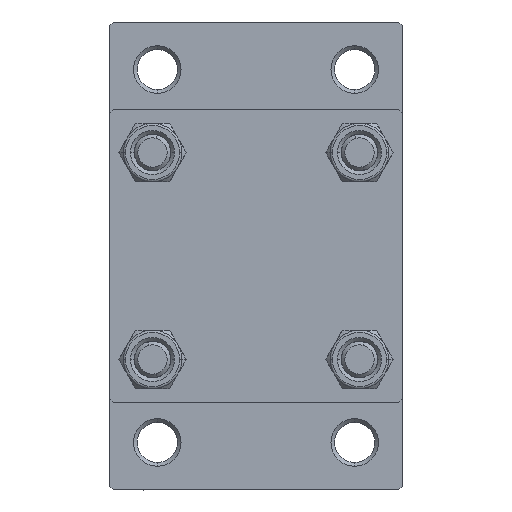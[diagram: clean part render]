
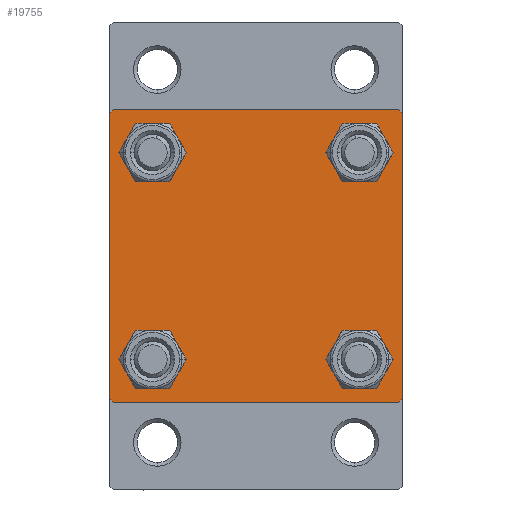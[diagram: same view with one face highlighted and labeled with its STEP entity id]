
A CAD part, left-side view. The second image highlights one B-rep face of the part: STEP entity #19755.
In plain terms, the highlighted planar face has unit normal (-1, 0, 0).
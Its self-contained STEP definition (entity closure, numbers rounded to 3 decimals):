
#758 = VECTOR ( 'NONE', #2571, 1000. ) ;
#1094 = CARTESIAN_POINT ( 'NONE',  ( 0., 14.15, 11.15 ) ) ;
#1227 = DIRECTION ( 'NONE',  ( 1., 0., 0. ) ) ;
#2487 = AXIS2_PLACEMENT_3D ( 'NONE', #45632, #20140, #6394 ) ;
#2571 = DIRECTION ( 'NONE',  ( 0., 0.707, 0.707 ) ) ;
#2692 = VERTEX_POINT ( 'NONE', #37130 ) ;
#2926 = DIRECTION ( 'NONE',  ( 0., 0., 1. ) ) ;
#3030 = CARTESIAN_POINT ( 'NONE',  ( 0., -20., -19.5 ) ) ;
#3134 = ORIENTED_EDGE ( 'NONE', *, *, #25485, .T. ) ;
#3580 = CIRCLE ( 'NONE', #19842, 3. ) ;
#3678 = LINE ( 'NONE', #43154, #15201 ) ;
#3784 = CARTESIAN_POINT ( 'NONE',  ( 0., -14.15, -17.15 ) ) ;
#3788 = VERTEX_POINT ( 'NONE', #33717 ) ;
#3819 = CIRCLE ( 'NONE', #25307, 3. ) ;
#4433 = ORIENTED_EDGE ( 'NONE', *, *, #39279, .T. ) ;
#4507 = EDGE_CURVE ( 'NONE', #29228, #19920, #3678, .T. ) ;
#5820 = DIRECTION ( 'NONE',  ( 1., 0., 0. ) ) ;
#6009 = EDGE_CURVE ( 'NONE', #14696, #16083, #3580, .T. ) ;
#6168 = FACE_BOUND ( 'NONE', #33974, .T. ) ;
#6210 = CARTESIAN_POINT ( 'NONE',  ( 0., 20., -20. ) ) ;
#6394 = DIRECTION ( 'NONE',  ( 0., 0., 1. ) ) ;
#7223 = LINE ( 'NONE', #39978, #16909 ) ;
#7381 = DIRECTION ( 'NONE',  ( 1., 0., 0. ) ) ;
#7578 = EDGE_CURVE ( 'NONE', #29804, #17784, #18244, .T. ) ;
#7645 = CARTESIAN_POINT ( 'NONE',  ( 0., 19.5, -20. ) ) ;
#7869 = CARTESIAN_POINT ( 'NONE',  ( 0., -14.15, -14.15 ) ) ;
#7904 = DIRECTION ( 'NONE',  ( 0., 0., 1. ) ) ;
#8135 = DIRECTION ( 'NONE',  ( 1., 0., 0. ) ) ;
#8696 = ORIENTED_EDGE ( 'NONE', *, *, #34572, .F. ) ;
#8766 = LINE ( 'NONE', #12389, #21277 ) ;
#9005 = DIRECTION ( 'NONE',  ( 0., -1., 0. ) ) ;
#9739 = CARTESIAN_POINT ( 'NONE',  ( 0., 14.15, -17.15 ) ) ;
#10093 = LINE ( 'NONE', #13461, #37570 ) ;
#10096 = CARTESIAN_POINT ( 'NONE',  ( 0., 14.15, 17.15 ) ) ;
#10611 = EDGE_CURVE ( 'NONE', #2692, #35999, #20145, .T. ) ;
#10699 = CARTESIAN_POINT ( 'NONE',  ( 0., -14.15, 11.15 ) ) ;
#11039 = EDGE_LOOP ( 'NONE', ( #26075, #26476 ) ) ;
#11162 = AXIS2_PLACEMENT_3D ( 'NONE', #36261, #33371, #14819 ) ;
#11709 = EDGE_CURVE ( 'NONE', #35538, #3788, #20863, .T. ) ;
#12389 = CARTESIAN_POINT ( 'NONE',  ( 0., 19.75, 19.75 ) ) ;
#12506 = ORIENTED_EDGE ( 'NONE', *, *, #4507, .T. ) ;
#13152 = PLANE ( 'NONE',  #2487 ) ;
#13160 = EDGE_CURVE ( 'NONE', #22726, #29228, #43022, .T. ) ;
#13316 = DIRECTION ( 'NONE',  ( 0., 0.707, -0.707 ) ) ;
#13461 = CARTESIAN_POINT ( 'NONE',  ( 0., -20., 20. ) ) ;
#13779 = EDGE_CURVE ( 'NONE', #35999, #22726, #7223, .T. ) ;
#14638 = CARTESIAN_POINT ( 'NONE',  ( 0., 14.15, 14.15 ) ) ;
#14696 = VERTEX_POINT ( 'NONE', #1094 ) ;
#14819 = DIRECTION ( 'NONE',  ( 0., 0., 1. ) ) ;
#15201 = VECTOR ( 'NONE', #39555, 1000. ) ;
#15767 = EDGE_LOOP ( 'NONE', ( #21692, #3134 ) ) ;
#16083 = VERTEX_POINT ( 'NONE', #10096 ) ;
#16228 = LINE ( 'NONE', #30915, #46672 ) ;
#16909 = VECTOR ( 'NONE', #40440, 1000. ) ;
#17523 = CIRCLE ( 'NONE', #18272, 3. ) ;
#17784 = VERTEX_POINT ( 'NONE', #37298 ) ;
#18203 = DIRECTION ( 'NONE',  ( 0., 0., 1. ) ) ;
#18244 = CIRCLE ( 'NONE', #29774, 3. ) ;
#18272 = AXIS2_PLACEMENT_3D ( 'NONE', #35893, #5820, #2926 ) ;
#19424 = DIRECTION ( 'NONE',  ( 0., 0., 1. ) ) ;
#19755 = ADVANCED_FACE ( 'NONE', ( #39144, #6168, #20845, #46563, #28307 ), #13152, .T. ) ;
#19842 = AXIS2_PLACEMENT_3D ( 'NONE', #14638, #8135, #7904 ) ;
#19920 = VERTEX_POINT ( 'NONE', #3030 ) ;
#20140 = DIRECTION ( 'NONE',  ( -1., 0., 0. ) ) ;
#20145 = LINE ( 'NONE', #34825, #39876 ) ;
#20345 = AXIS2_PLACEMENT_3D ( 'NONE', #23593, #1227, #30585 ) ;
#20692 = AXIS2_PLACEMENT_3D ( 'NONE', #39297, #20991, #35665 ) ;
#20845 = FACE_BOUND ( 'NONE', #15767, .T. ) ;
#20863 = LINE ( 'NONE', #35539, #758 ) ;
#20888 = DIRECTION ( 'NONE',  ( 0., -1., 0. ) ) ;
#20991 = DIRECTION ( 'NONE',  ( 1., 0., 0. ) ) ;
#21051 = CARTESIAN_POINT ( 'NONE',  ( 0., -14.15, -14.15 ) ) ;
#21223 = AXIS2_PLACEMENT_3D ( 'NONE', #30038, #44704, #19424 ) ;
#21277 = VECTOR ( 'NONE', #13316, 1000. ) ;
#21692 = ORIENTED_EDGE ( 'NONE', *, *, #25925, .T. ) ;
#22726 = VERTEX_POINT ( 'NONE', #7645 ) ;
#23593 = CARTESIAN_POINT ( 'NONE',  ( 0., 14.15, -14.15 ) ) ;
#24207 = EDGE_LOOP ( 'NONE', ( #25468, #31127, #35028, #12506, #39633, #43874, #8696, #37519 ) ) ;
#24749 = CARTESIAN_POINT ( 'NONE',  ( 0., -19.5, -20. ) ) ;
#24888 = DIRECTION ( 'NONE',  ( 1., 0., 0. ) ) ;
#24996 = DIRECTION ( 'NONE',  ( 0., 0., -1. ) ) ;
#25109 = ORIENTED_EDGE ( 'NONE', *, *, #7578, .T. ) ;
#25307 = AXIS2_PLACEMENT_3D ( 'NONE', #21051, #24888, #43899 ) ;
#25468 = ORIENTED_EDGE ( 'NONE', *, *, #10611, .T. ) ;
#25485 = EDGE_CURVE ( 'NONE', #40057, #26252, #41115, .T. ) ;
#25925 = EDGE_CURVE ( 'NONE', #26252, #40057, #40388, .T. ) ;
#26075 = ORIENTED_EDGE ( 'NONE', *, *, #35659, .T. ) ;
#26252 = VERTEX_POINT ( 'NONE', #33313 ) ;
#26476 = ORIENTED_EDGE ( 'NONE', *, *, #46768, .T. ) ;
#28307 = FACE_OUTER_BOUND ( 'NONE', #24207, .T. ) ;
#28695 = ORIENTED_EDGE ( 'NONE', *, *, #6009, .T. ) ;
#28880 = EDGE_CURVE ( 'NONE', #35394, #2692, #8766, .T. ) ;
#29228 = VERTEX_POINT ( 'NONE', #24749 ) ;
#29278 = CARTESIAN_POINT ( 'NONE',  ( 0., 20., -19.5 ) ) ;
#29774 = AXIS2_PLACEMENT_3D ( 'NONE', #7869, #7381, #18203 ) ;
#29804 = VERTEX_POINT ( 'NONE', #3784 ) ;
#29975 = VERTEX_POINT ( 'NONE', #10699 ) ;
#30038 = CARTESIAN_POINT ( 'NONE',  ( 0., -14.15, 14.15 ) ) ;
#30585 = DIRECTION ( 'NONE',  ( 0., 0., 1. ) ) ;
#30915 = CARTESIAN_POINT ( 'NONE',  ( 0., 20., 20. ) ) ;
#31127 = ORIENTED_EDGE ( 'NONE', *, *, #13779, .T. ) ;
#33313 = CARTESIAN_POINT ( 'NONE',  ( 0., 14.15, -11.15 ) ) ;
#33371 = DIRECTION ( 'NONE',  ( 1., 0., 0. ) ) ;
#33717 = CARTESIAN_POINT ( 'NONE',  ( 0., -19.5, 20. ) ) ;
#33974 = EDGE_LOOP ( 'NONE', ( #46997, #25109 ) ) ;
#34572 = EDGE_CURVE ( 'NONE', #35394, #3788, #16228, .T. ) ;
#34825 = CARTESIAN_POINT ( 'NONE',  ( 0., 20., 20. ) ) ;
#35028 = ORIENTED_EDGE ( 'NONE', *, *, #13160, .T. ) ;
#35394 = VERTEX_POINT ( 'NONE', #47223 ) ;
#35538 = VERTEX_POINT ( 'NONE', #43630 ) ;
#35539 = CARTESIAN_POINT ( 'NONE',  ( 0., -19.75, 19.75 ) ) ;
#35659 = EDGE_CURVE ( 'NONE', #36930, #29975, #17523, .T. ) ;
#35665 = DIRECTION ( 'NONE',  ( 0., 0., 1. ) ) ;
#35893 = CARTESIAN_POINT ( 'NONE',  ( 0., -14.15, 14.15 ) ) ;
#35999 = VERTEX_POINT ( 'NONE', #29278 ) ;
#36261 = CARTESIAN_POINT ( 'NONE',  ( 0., 14.15, -14.15 ) ) ;
#36930 = VERTEX_POINT ( 'NONE', #46179 ) ;
#37130 = CARTESIAN_POINT ( 'NONE',  ( 0., 20., 19.5 ) ) ;
#37298 = CARTESIAN_POINT ( 'NONE',  ( 0., -14.15, -11.15 ) ) ;
#37519 = ORIENTED_EDGE ( 'NONE', *, *, #28880, .T. ) ;
#37570 = VECTOR ( 'NONE', #24996, 1000. ) ;
#37635 = EDGE_CURVE ( 'NONE', #35538, #19920, #10093, .T. ) ;
#37643 = VECTOR ( 'NONE', #20888, 1000. ) ;
#39144 = FACE_BOUND ( 'NONE', #11039, .T. ) ;
#39279 = EDGE_CURVE ( 'NONE', #16083, #14696, #41447, .T. ) ;
#39297 = CARTESIAN_POINT ( 'NONE',  ( 0., 14.15, 14.15 ) ) ;
#39555 = DIRECTION ( 'NONE',  ( 0., -0.707, 0.707 ) ) ;
#39633 = ORIENTED_EDGE ( 'NONE', *, *, #37635, .F. ) ;
#39876 = VECTOR ( 'NONE', #41345, 1000. ) ;
#39978 = CARTESIAN_POINT ( 'NONE',  ( 0., 19.75, -19.75 ) ) ;
#40057 = VERTEX_POINT ( 'NONE', #9739 ) ;
#40138 = EDGE_CURVE ( 'NONE', #17784, #29804, #3819, .T. ) ;
#40388 = CIRCLE ( 'NONE', #11162, 3. ) ;
#40440 = DIRECTION ( 'NONE',  ( 0., -0.707, -0.707 ) ) ;
#41115 = CIRCLE ( 'NONE', #20345, 3. ) ;
#41345 = DIRECTION ( 'NONE',  ( 0., 0., -1. ) ) ;
#41447 = CIRCLE ( 'NONE', #20692, 3. ) ;
#41973 = CIRCLE ( 'NONE', #21223, 3. ) ;
#43022 = LINE ( 'NONE', #6210, #37643 ) ;
#43154 = CARTESIAN_POINT ( 'NONE',  ( 0., -19.75, -19.75 ) ) ;
#43630 = CARTESIAN_POINT ( 'NONE',  ( 0., -20., 19.5 ) ) ;
#43874 = ORIENTED_EDGE ( 'NONE', *, *, #11709, .T. ) ;
#43899 = DIRECTION ( 'NONE',  ( 0., 0., 1. ) ) ;
#44704 = DIRECTION ( 'NONE',  ( 1., 0., 0. ) ) ;
#45533 = EDGE_LOOP ( 'NONE', ( #4433, #28695 ) ) ;
#45632 = CARTESIAN_POINT ( 'NONE',  ( 0., 0., 0. ) ) ;
#46179 = CARTESIAN_POINT ( 'NONE',  ( 0., -14.15, 17.15 ) ) ;
#46563 = FACE_BOUND ( 'NONE', #45533, .T. ) ;
#46672 = VECTOR ( 'NONE', #9005, 1000. ) ;
#46768 = EDGE_CURVE ( 'NONE', #29975, #36930, #41973, .T. ) ;
#46997 = ORIENTED_EDGE ( 'NONE', *, *, #40138, .T. ) ;
#47223 = CARTESIAN_POINT ( 'NONE',  ( 0., 19.5, 20. ) ) ;
